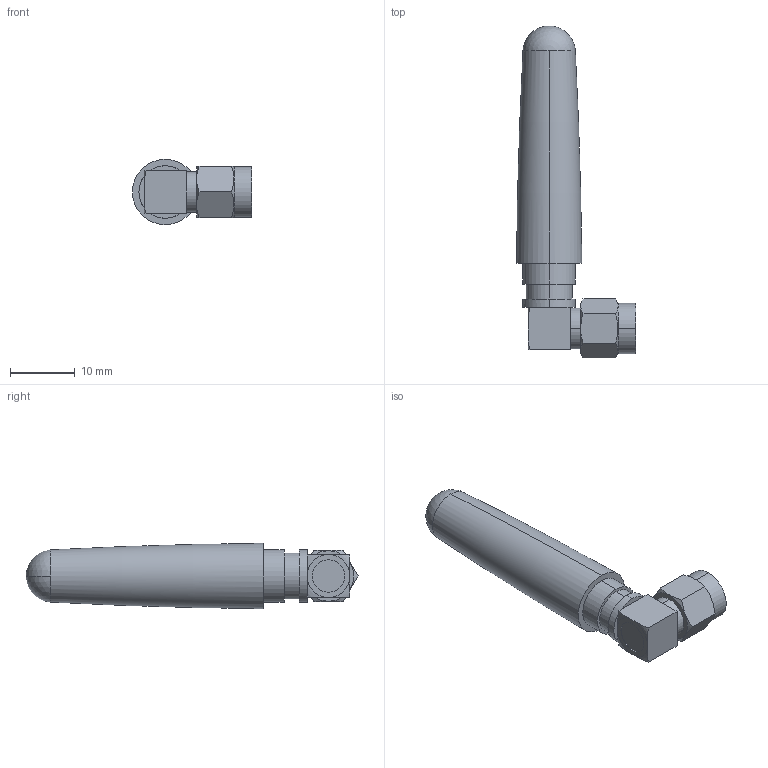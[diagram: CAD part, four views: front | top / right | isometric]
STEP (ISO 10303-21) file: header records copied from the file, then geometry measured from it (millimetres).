
FILE_DESCRIPTION (( 'STEP AP214' ), '1' );
FILE_NAME ('Antenna - Lambdoid - LWC-GSM-RD-RA-SMA-PLUG-02.STEP', '2021-03-30T13:26:45', ( '' ), ( '' ), 'SwSTEP 2.0', 'SolidWorks 2021', '' );
FILE_SCHEMA (( 'AUTOMOTIVE_DESIGN' ));
Length unit declared in the file: millimetre
Products named in the file (1): Antenna - Lambdoid - LWC-GSM-RD-RA-SMA-PLUG-02
Bounding box: 18.4 x 51.31 x 10.1 mm (x, y, z)
Volume: 3340.8 mm3; surface area: 2012.4 mm2
Topology: 1 solids, 2 shells, 85 faces, 206 edges, 134 vertices
Faces by surface type: cylinder 32, plane 31, cone 8, torus 7, sphere 4, bspline 3
Entity records: 3695 total; most frequent: CARTESIAN_POINT 1544, ORIENTED_EDGE 408, DIRECTION 391, EDGE_CURVE 204, AXIS2_PLACEMENT_3D 163, VERTEX_POINT 134, EDGE_LOOP 96, ADVANCED_FACE 85
